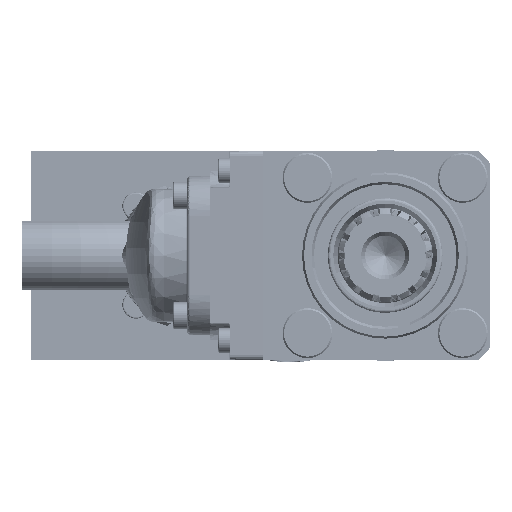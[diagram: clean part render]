
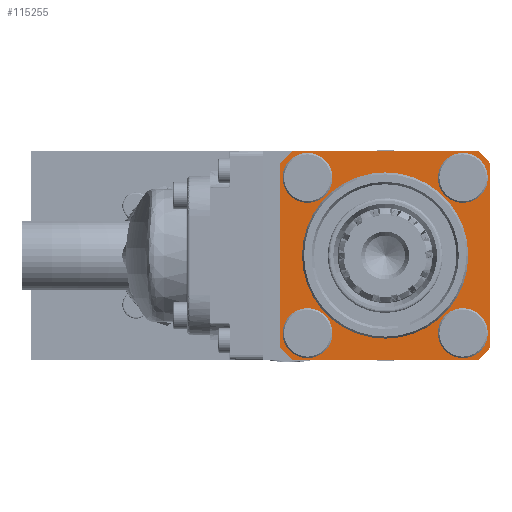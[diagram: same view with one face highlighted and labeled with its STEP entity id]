
A CAD part, left-side view. The second image highlights one B-rep face of the part: STEP entity #115255.
In plain terms, the highlighted planar face has unit normal (-1, 0, 0).
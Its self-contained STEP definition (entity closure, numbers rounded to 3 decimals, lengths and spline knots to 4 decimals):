
#5642=FACE_BOUND('',#19326,.T.);
#5643=FACE_BOUND('',#19327,.T.);
#5644=FACE_BOUND('',#19328,.T.);
#5645=FACE_BOUND('',#19329,.T.);
#5646=FACE_BOUND('',#19330,.T.);
#7838=CIRCLE('',#123547,1.665);
#7839=CIRCLE('',#123548,1.665);
#7840=CIRCLE('',#123550,2.8);
#7841=CIRCLE('',#123551,2.8);
#7842=CIRCLE('',#123552,2.8);
#7843=CIRCLE('',#123553,2.8);
#7844=CIRCLE('',#123554,0.3);
#7845=CIRCLE('',#123555,0.3);
#7846=CIRCLE('',#123556,0.3);
#7847=CIRCLE('',#123557,0.3);
#7848=CIRCLE('',#123558,0.3);
#7849=CIRCLE('',#123559,0.3);
#7850=CIRCLE('',#123560,0.3);
#7851=CIRCLE('',#123561,0.3);
#12924=FACE_OUTER_BOUND('',#19325,.T.);
#19325=EDGE_LOOP('',(#80842,#80843,#80844,#80845,#80846,#80847,#80848,#80849));
#19326=EDGE_LOOP('',(#80850,#80851));
#19327=EDGE_LOOP('',(#80852,#80853));
#19328=EDGE_LOOP('',(#80854,#80855));
#19329=EDGE_LOOP('',(#80856,#80857));
#19330=EDGE_LOOP('',(#80858,#80859));
#26845=LINE('',#183771,#35998);
#26846=LINE('',#183775,#35999);
#26847=LINE('',#183779,#36000);
#26848=LINE('',#183783,#36001);
#35998=VECTOR('',#141817,3.7041);
#35999=VECTOR('',#141820,3.7041);
#36000=VECTOR('',#141823,3.7041);
#36001=VECTOR('',#141826,3.7041);
#45864=VERTEX_POINT('',#183763);
#45865=VERTEX_POINT('',#183765);
#45866=VERTEX_POINT('',#183769);
#45867=VERTEX_POINT('',#183770);
#45868=VERTEX_POINT('',#183772);
#45869=VERTEX_POINT('',#183774);
#45870=VERTEX_POINT('',#183776);
#45871=VERTEX_POINT('',#183778);
#45872=VERTEX_POINT('',#183780);
#45873=VERTEX_POINT('',#183782);
#45874=VERTEX_POINT('',#183785);
#45875=VERTEX_POINT('',#183786);
#45876=VERTEX_POINT('',#183789);
#45877=VERTEX_POINT('',#183790);
#45878=VERTEX_POINT('',#183793);
#45879=VERTEX_POINT('',#183794);
#45880=VERTEX_POINT('',#183797);
#45881=VERTEX_POINT('',#183798);
#58942=EDGE_CURVE('',#45865,#45864,#7838,.T.);
#58943=EDGE_CURVE('',#45864,#45865,#7839,.T.);
#58944=EDGE_CURVE('',#45866,#45867,#26845,.T.);
#58945=EDGE_CURVE('',#45868,#45866,#7840,.T.);
#58946=EDGE_CURVE('',#45869,#45868,#26846,.T.);
#58947=EDGE_CURVE('',#45870,#45869,#7841,.T.);
#58948=EDGE_CURVE('',#45871,#45870,#26847,.T.);
#58949=EDGE_CURVE('',#45872,#45871,#7842,.T.);
#58950=EDGE_CURVE('',#45873,#45872,#26848,.T.);
#58951=EDGE_CURVE('',#45867,#45873,#7843,.T.);
#58952=EDGE_CURVE('',#45874,#45875,#7844,.T.);
#58953=EDGE_CURVE('',#45875,#45874,#7845,.T.);
#58954=EDGE_CURVE('',#45876,#45877,#7846,.T.);
#58955=EDGE_CURVE('',#45877,#45876,#7847,.T.);
#58956=EDGE_CURVE('',#45878,#45879,#7848,.T.);
#58957=EDGE_CURVE('',#45879,#45878,#7849,.T.);
#58958=EDGE_CURVE('',#45880,#45881,#7850,.T.);
#58959=EDGE_CURVE('',#45881,#45880,#7851,.T.);
#80842=ORIENTED_EDGE('',*,*,#58944,.F.);
#80843=ORIENTED_EDGE('',*,*,#58945,.F.);
#80844=ORIENTED_EDGE('',*,*,#58946,.F.);
#80845=ORIENTED_EDGE('',*,*,#58947,.F.);
#80846=ORIENTED_EDGE('',*,*,#58948,.F.);
#80847=ORIENTED_EDGE('',*,*,#58949,.F.);
#80848=ORIENTED_EDGE('',*,*,#58950,.F.);
#80849=ORIENTED_EDGE('',*,*,#58951,.F.);
#80850=ORIENTED_EDGE('',*,*,#58942,.T.);
#80851=ORIENTED_EDGE('',*,*,#58943,.T.);
#80852=ORIENTED_EDGE('',*,*,#58952,.T.);
#80853=ORIENTED_EDGE('',*,*,#58953,.T.);
#80854=ORIENTED_EDGE('',*,*,#58954,.T.);
#80855=ORIENTED_EDGE('',*,*,#58955,.T.);
#80856=ORIENTED_EDGE('',*,*,#58956,.T.);
#80857=ORIENTED_EDGE('',*,*,#58957,.T.);
#80858=ORIENTED_EDGE('',*,*,#58958,.T.);
#80859=ORIENTED_EDGE('',*,*,#58959,.T.);
#106553=PLANE('',#123549);
#115255=ADVANCED_FACE('',(#12924,#5642,#5643,#5644,#5645,#5646),#106553,
 .T.);
#123547=AXIS2_PLACEMENT_3D('',#183766,#141811,#141812);
#123548=AXIS2_PLACEMENT_3D('',#183767,#141813,#141814);
#123549=AXIS2_PLACEMENT_3D('',#183768,#141815,#141816);
#123550=AXIS2_PLACEMENT_3D('',#183773,#141818,#141819);
#123551=AXIS2_PLACEMENT_3D('',#183777,#141821,#141822);
#123552=AXIS2_PLACEMENT_3D('',#183781,#141824,#141825);
#123553=AXIS2_PLACEMENT_3D('',#183784,#141827,#141828);
#123554=AXIS2_PLACEMENT_3D('',#183787,#141829,#141830);
#123555=AXIS2_PLACEMENT_3D('',#183788,#141831,#141832);
#123556=AXIS2_PLACEMENT_3D('',#183791,#141833,#141834);
#123557=AXIS2_PLACEMENT_3D('',#183792,#141835,#141836);
#123558=AXIS2_PLACEMENT_3D('',#183795,#141837,#141838);
#123559=AXIS2_PLACEMENT_3D('',#183796,#141839,#141840);
#123560=AXIS2_PLACEMENT_3D('',#183799,#141841,#141842);
#123561=AXIS2_PLACEMENT_3D('',#183800,#141843,#141844);
#141811=DIRECTION('center_axis',(1.,0.,0.));
#141812=DIRECTION('ref_axis',(0.,1.,0.));
#141813=DIRECTION('center_axis',(1.,0.,0.));
#141814=DIRECTION('ref_axis',(0.,1.,0.));
#141815=DIRECTION('center_axis',(-1.,0.,0.));
#141816=DIRECTION('ref_axis',(0.,1.,0.));
#141817=DIRECTION('',(0.,0.,1.));
#141818=DIRECTION('center_axis',(1.,0.,0.));
#141819=DIRECTION('ref_axis',(0.,0.661,-0.75));
#141820=DIRECTION('',(0.,1.,0.));
#141821=DIRECTION('center_axis',(1.,0.,0.));
#141822=DIRECTION('ref_axis',(0.,-0.75,-0.661));
#141823=DIRECTION('',(0.,0.,-1.));
#141824=DIRECTION('center_axis',(1.,0.,0.));
#141825=DIRECTION('ref_axis',(0.,-0.661,0.75));
#141826=DIRECTION('',(0.,-1.,0.));
#141827=DIRECTION('center_axis',(1.,0.,0.));
#141828=DIRECTION('ref_axis',(0.,0.75,0.661));
#141829=DIRECTION('center_axis',(1.,0.,0.));
#141830=DIRECTION('ref_axis',(0.,1.,0.));
#141831=DIRECTION('center_axis',(1.,0.,0.));
#141832=DIRECTION('ref_axis',(0.,1.,0.));
#141833=DIRECTION('center_axis',(1.,0.,0.));
#141834=DIRECTION('ref_axis',(0.,1.,0.));
#141835=DIRECTION('center_axis',(1.,0.,0.));
#141836=DIRECTION('ref_axis',(0.,1.,0.));
#141837=DIRECTION('center_axis',(1.,0.,0.));
#141838=DIRECTION('ref_axis',(0.,1.,0.));
#141839=DIRECTION('center_axis',(1.,0.,0.));
#141840=DIRECTION('ref_axis',(0.,1.,0.));
#141841=DIRECTION('center_axis',(1.,0.,0.));
#141842=DIRECTION('ref_axis',(0.,1.,0.));
#141843=DIRECTION('center_axis',(1.,0.,0.));
#141844=DIRECTION('ref_axis',(0.,1.,0.));
#183763=CARTESIAN_POINT('',(2.4,-1.665,0.));
#183765=CARTESIAN_POINT('',(2.4,1.665,0.));
#183766=CARTESIAN_POINT('Origin',(2.4,0.,0.));
#183767=CARTESIAN_POINT('Origin',(2.4,0.,0.));
#183768=CARTESIAN_POINT('Origin',(2.4,0.,0.));
#183769=CARTESIAN_POINT('',(2.4,2.1,-1.852));
#183770=CARTESIAN_POINT('',(2.4,2.1,1.852));
#183771=CARTESIAN_POINT('',(2.4,2.1,-1.852));
#183772=CARTESIAN_POINT('',(2.4,1.852,-2.1));
#183773=CARTESIAN_POINT('Origin',(2.4,0.,0.));
#183774=CARTESIAN_POINT('',(2.4,-1.852,-2.1));
#183775=CARTESIAN_POINT('',(2.4,-1.852,-2.1));
#183776=CARTESIAN_POINT('',(2.4,-2.1,-1.852));
#183777=CARTESIAN_POINT('Origin',(2.4,0.,0.));
#183778=CARTESIAN_POINT('',(2.4,-2.1,1.852));
#183779=CARTESIAN_POINT('',(2.4,-2.1,1.852));
#183780=CARTESIAN_POINT('',(2.4,-1.852,2.1));
#183781=CARTESIAN_POINT('Origin',(2.4,0.,0.));
#183782=CARTESIAN_POINT('',(2.4,1.852,2.1));
#183783=CARTESIAN_POINT('',(2.4,1.852,2.1));
#183784=CARTESIAN_POINT('Origin',(2.4,0.,0.));
#183785=CARTESIAN_POINT('',(2.4,1.2556,-1.5556));
#183786=CARTESIAN_POINT('',(2.4,1.8556,-1.5556));
#183787=CARTESIAN_POINT('Origin',(2.4,1.5556,-1.5556));
#183788=CARTESIAN_POINT('Origin',(2.4,1.5556,-1.5556));
#183789=CARTESIAN_POINT('',(2.4,1.2556,1.5556));
#183790=CARTESIAN_POINT('',(2.4,1.8556,1.5556));
#183791=CARTESIAN_POINT('Origin',(2.4,1.5556,1.5556));
#183792=CARTESIAN_POINT('Origin',(2.4,1.5556,1.5556));
#183793=CARTESIAN_POINT('',(2.4,-1.8556,1.5556));
#183794=CARTESIAN_POINT('',(2.4,-1.2556,1.5556));
#183795=CARTESIAN_POINT('Origin',(2.4,-1.5556,1.5556));
#183796=CARTESIAN_POINT('Origin',(2.4,-1.5556,1.5556));
#183797=CARTESIAN_POINT('',(2.4,-1.8556,-1.5556));
#183798=CARTESIAN_POINT('',(2.4,-1.2556,-1.5556));
#183799=CARTESIAN_POINT('Origin',(2.4,-1.5556,-1.5556));
#183800=CARTESIAN_POINT('Origin',(2.4,-1.5556,-1.5556));
